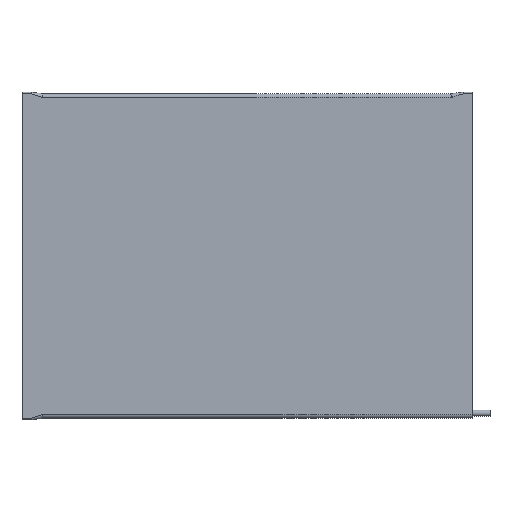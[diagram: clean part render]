
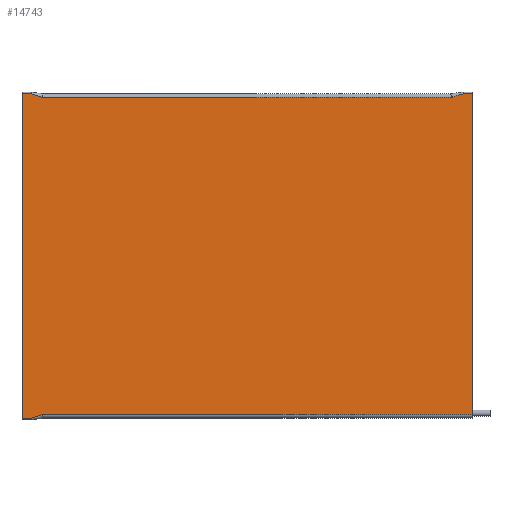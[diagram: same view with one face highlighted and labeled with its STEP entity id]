
A CAD part, front view. The second image highlights one B-rep face of the part: STEP entity #14743.
In plain terms, the highlighted planar face has unit normal (0, -1, 0).
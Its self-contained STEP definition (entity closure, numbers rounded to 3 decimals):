
#79 = VECTOR ( 'NONE', #4844, 1000. ) ;
#84 = EDGE_CURVE ( 'NONE', #1903, #6713, #10714, .T. ) ;
#272 = CARTESIAN_POINT ( 'NONE',  ( 75., 0., 54.08 ) ) ;
#288 = LINE ( 'NONE', #11855, #79 ) ;
#391 = CARTESIAN_POINT ( 'NONE',  ( 0., 0., 0. ) ) ;
#603 = DIRECTION ( 'NONE',  ( 0., 0., -1. ) ) ;
#714 = ORIENTED_EDGE ( 'NONE', *, *, #1499, .T. ) ;
#863 = DIRECTION ( 'NONE',  ( 0., 0., -1. ) ) ;
#1009 = CARTESIAN_POINT ( 'NONE',  ( -75., 0., -54.08 ) ) ;
#1359 = CARTESIAN_POINT ( 'NONE',  ( 0., 0., -54.08 ) ) ;
#1499 = EDGE_CURVE ( 'NONE', #12861, #7745, #2064, .T. ) ;
#1627 = VECTOR ( 'NONE', #5989, 1000. ) ;
#1903 = VERTEX_POINT ( 'NONE', #2711 ) ;
#1920 = VERTEX_POINT ( 'NONE', #4954 ) ;
#1980 = ORIENTED_EDGE ( 'NONE', *, *, #84, .T. ) ;
#2064 = LINE ( 'NONE', #6482, #6190 ) ;
#2297 = ORIENTED_EDGE ( 'NONE', *, *, #11675, .F. ) ;
#2711 = CARTESIAN_POINT ( 'NONE',  ( 68., 0., 52.855 ) ) ;
#2850 = ORIENTED_EDGE ( 'NONE', *, *, #3755, .T. ) ;
#3276 = CARTESIAN_POINT ( 'NONE',  ( 0., 0., 54.08 ) ) ;
#3389 = EDGE_CURVE ( 'NONE', #7999, #7745, #12062, .T. ) ;
#3648 = LINE ( 'NONE', #12752, #9939 ) ;
#3722 = DIRECTION ( 'NONE',  ( -0.956, 0., -0.293 ) ) ;
#3755 = EDGE_CURVE ( 'NONE', #7999, #4166, #7888, .T. ) ;
#4166 = VERTEX_POINT ( 'NONE', #11757 ) ;
#4375 = ORIENTED_EDGE ( 'NONE', *, *, #3389, .F. ) ;
#4405 = LINE ( 'NONE', #3276, #5202 ) ;
#4522 = ORIENTED_EDGE ( 'NONE', *, *, #5861, .T. ) ;
#4844 = DIRECTION ( 'NONE',  ( 0.956, 0., 0.293 ) ) ;
#4951 = DIRECTION ( 'NONE',  ( 0., 0., -1. ) ) ;
#4954 = CARTESIAN_POINT ( 'NONE',  ( -72., 0., 54.08 ) ) ;
#5032 = VECTOR ( 'NONE', #5372, 1000. ) ;
#5166 = DIRECTION ( 'NONE',  ( 0., -1., 0. ) ) ;
#5202 = VECTOR ( 'NONE', #12385, 1000. ) ;
#5372 = DIRECTION ( 'NONE',  ( 0.956, 0., -0.293 ) ) ;
#5861 = EDGE_CURVE ( 'NONE', #11435, #11846, #7123, .T. ) ;
#5989 = DIRECTION ( 'NONE',  ( 1., 0., 0. ) ) ;
#6000 = AXIS2_PLACEMENT_3D ( 'NONE', #391, #5166, #4951 ) ;
#6076 = DIRECTION ( 'NONE',  ( -1., 0., 0. ) ) ;
#6190 = VECTOR ( 'NONE', #11035, 1000. ) ;
#6482 = CARTESIAN_POINT ( 'NONE',  ( 68., 0., -52.855 ) ) ;
#6713 = VERTEX_POINT ( 'NONE', #7125 ) ;
#6981 = VECTOR ( 'NONE', #6076, 1000. ) ;
#7037 = LINE ( 'NONE', #1359, #1627 ) ;
#7123 = LINE ( 'NONE', #9789, #10073 ) ;
#7125 = CARTESIAN_POINT ( 'NONE',  ( -68., 0., 52.855 ) ) ;
#7411 = CARTESIAN_POINT ( 'NONE',  ( -72., 0., -54.08 ) ) ;
#7610 = CARTESIAN_POINT ( 'NONE',  ( -70., 0., 53.468 ) ) ;
#7657 = VECTOR ( 'NONE', #863, 1000. ) ;
#7745 = VERTEX_POINT ( 'NONE', #8067 ) ;
#7888 = LINE ( 'NONE', #9927, #10776 ) ;
#7999 = VERTEX_POINT ( 'NONE', #272 ) ;
#8067 = CARTESIAN_POINT ( 'NONE',  ( 75., 0., -52.855 ) ) ;
#8309 = CARTESIAN_POINT ( 'NONE',  ( -68., 0., 52.855 ) ) ;
#8375 = PLANE ( 'NONE',  #6000 ) ;
#8876 = CARTESIAN_POINT ( 'NONE',  ( -75., 0., 54.08 ) ) ;
#9789 = CARTESIAN_POINT ( 'NONE',  ( -75., 0., 0. ) ) ;
#9884 = EDGE_CURVE ( 'NONE', #12861, #14709, #3648, .T. ) ;
#9927 = CARTESIAN_POINT ( 'NONE',  ( 0., 0., 54.08 ) ) ;
#9939 = VECTOR ( 'NONE', #3722, 1000. ) ;
#10073 = VECTOR ( 'NONE', #603, 1000. ) ;
#10336 = EDGE_CURVE ( 'NONE', #11846, #14709, #7037, .T. ) ;
#10613 = EDGE_CURVE ( 'NONE', #1920, #11435, #4405, .T. ) ;
#10714 = LINE ( 'NONE', #8309, #6981 ) ;
#10776 = VECTOR ( 'NONE', #12435, 1000. ) ;
#10782 = FACE_OUTER_BOUND ( 'NONE', #12711, .T. ) ;
#10935 = CARTESIAN_POINT ( 'NONE',  ( -68., 0., -52.855 ) ) ;
#11035 = DIRECTION ( 'NONE',  ( 1., 0., 0. ) ) ;
#11177 = CARTESIAN_POINT ( 'NONE',  ( 75., 0., -50.605 ) ) ;
#11417 = ORIENTED_EDGE ( 'NONE', *, *, #9884, .F. ) ;
#11435 = VERTEX_POINT ( 'NONE', #8876 ) ;
#11675 = EDGE_CURVE ( 'NONE', #1903, #4166, #288, .T. ) ;
#11727 = ORIENTED_EDGE ( 'NONE', *, *, #14352, .F. ) ;
#11757 = CARTESIAN_POINT ( 'NONE',  ( 72., 0., 54.08 ) ) ;
#11846 = VERTEX_POINT ( 'NONE', #1009 ) ;
#11855 = CARTESIAN_POINT ( 'NONE',  ( 68., 0., 52.855 ) ) ;
#11892 = ORIENTED_EDGE ( 'NONE', *, *, #10336, .T. ) ;
#12062 = LINE ( 'NONE', #11177, #7657 ) ;
#12385 = DIRECTION ( 'NONE',  ( -1., 0., 0. ) ) ;
#12435 = DIRECTION ( 'NONE',  ( -1., 0., 0. ) ) ;
#12711 = EDGE_LOOP ( 'NONE', ( #4522, #11892, #11417, #714, #4375, #2850, #2297, #1980, #11727, #13281 ) ) ;
#12752 = CARTESIAN_POINT ( 'NONE',  ( -70., 0., -53.467 ) ) ;
#12861 = VERTEX_POINT ( 'NONE', #10935 ) ;
#13123 = LINE ( 'NONE', #7610, #5032 ) ;
#13281 = ORIENTED_EDGE ( 'NONE', *, *, #10613, .T. ) ;
#14352 = EDGE_CURVE ( 'NONE', #1920, #6713, #13123, .T. ) ;
#14709 = VERTEX_POINT ( 'NONE', #7411 ) ;
#14743 = ADVANCED_FACE ( 'NONE', ( #10782 ), #8375, .T. ) ;
